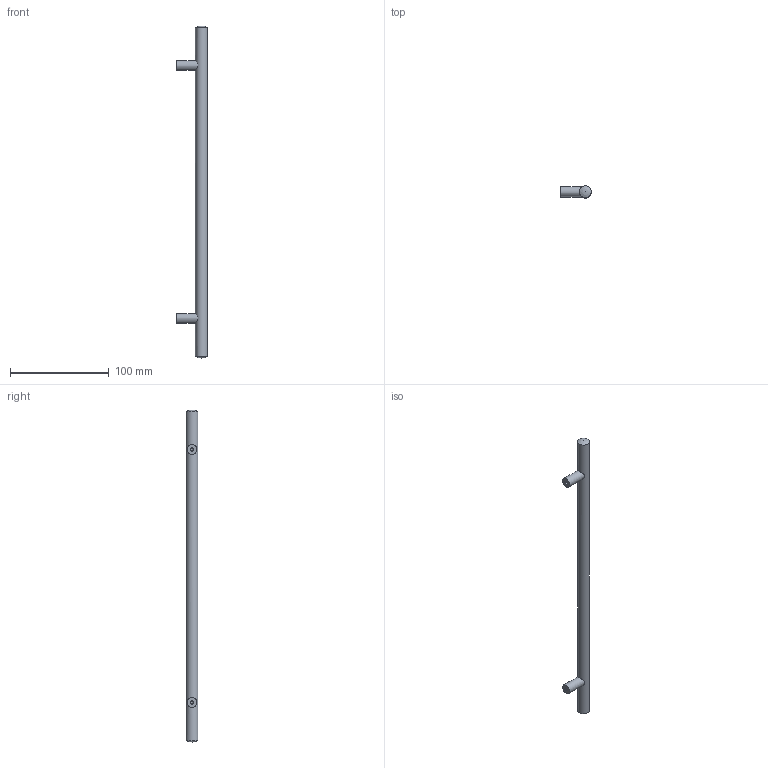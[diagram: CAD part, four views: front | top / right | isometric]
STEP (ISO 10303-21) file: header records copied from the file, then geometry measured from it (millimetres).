
FILE_DESCRIPTION(/* description */ (''),/* implementation_level */ '2;1');
FILE_NAME(/* name */ 'RS-336256 [05-12-2025].stp',/* time_stamp */ '2025-05-12T12:15:42+02:00',/* author */ ('tomaszw'),/* organization */ (''),/* preprocessor_version */ 'ST-DEVELOPER v20',/* originating_system */ 'Autodesk Inventor 2025',/* authorisation */ '');
FILE_SCHEMA (('CONFIG_CONTROL_DESIGN'));
Length unit declared in the file: millimetre
Products named in the file (1): RS-L+C
Bounding box: 31 x 12 x 336 mm (x, y, z)
Volume: 40713.7 mm3; surface area: 15203.3 mm2
Topology: 3 solids, 3 shells, 17 faces, 37 edges, 25 vertices
Faces by surface type: cylinder 7, plane 6, sphere 2, cone 2
Full cylindrical faces by diameter (mm): 3.242 x2, 10 x4, 12 x1
Entity records: 571 total; most frequent: CARTESIAN_POINT 162, DIRECTION 79, ORIENTED_EDGE 62, AXIS2_PLACEMENT_3D 34, EDGE_CURVE 31, VERTEX_POINT 22, EDGE_LOOP 19, FACE_OUTER_BOUND 17
